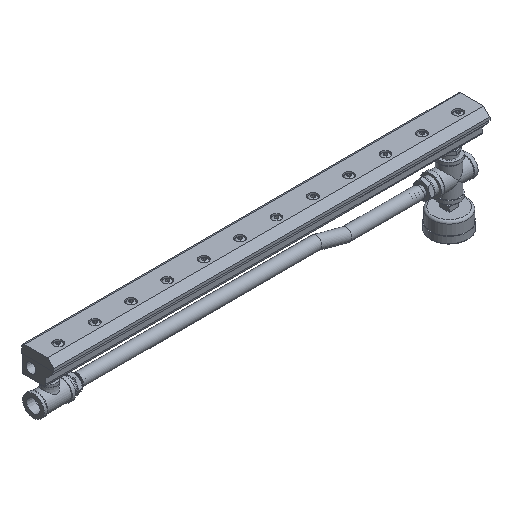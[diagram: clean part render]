
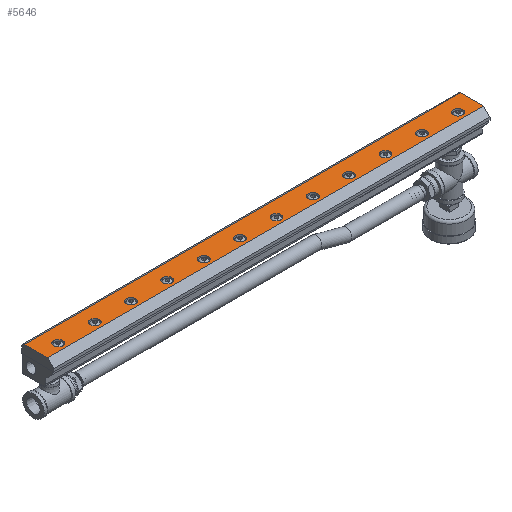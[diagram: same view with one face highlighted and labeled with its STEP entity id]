
A CAD part, isometric view. The second image highlights one B-rep face of the part: STEP entity #5646.
In plain terms, the highlighted planar face has unit normal (0, 0, 1).
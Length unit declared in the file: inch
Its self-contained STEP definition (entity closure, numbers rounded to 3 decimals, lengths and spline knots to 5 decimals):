
#595=FACE_BOUND('',#1829,.T.);
#596=FACE_BOUND('',#1830,.T.);
#597=FACE_BOUND('',#1831,.T.);
#598=FACE_BOUND('',#1832,.T.);
#599=FACE_BOUND('',#1833,.T.);
#600=FACE_BOUND('',#1834,.T.);
#601=FACE_BOUND('',#1835,.T.);
#602=FACE_BOUND('',#1836,.T.);
#603=FACE_BOUND('',#1837,.T.);
#604=FACE_BOUND('',#1838,.T.);
#605=FACE_BOUND('',#1839,.T.);
#606=FACE_BOUND('',#1840,.T.);
#859=CIRCLE('',#6616,0.25);
#863=CIRCLE('',#6623,0.25);
#867=CIRCLE('',#6630,0.25);
#871=CIRCLE('',#6637,0.25);
#875=CIRCLE('',#6644,0.25);
#879=CIRCLE('',#6651,0.25);
#883=CIRCLE('',#6658,0.25);
#887=CIRCLE('',#6665,0.25);
#891=CIRCLE('',#6672,0.25);
#895=CIRCLE('',#6679,0.25);
#899=CIRCLE('',#6686,0.25);
#903=CIRCLE('',#6693,0.25);
#1273=FACE_OUTER_BOUND('',#1828,.T.);
#1828=EDGE_LOOP('',(#4752,#4753,#4754,#4755));
#1829=EDGE_LOOP('',(#4756));
#1830=EDGE_LOOP('',(#4757));
#1831=EDGE_LOOP('',(#4758));
#1832=EDGE_LOOP('',(#4759));
#1833=EDGE_LOOP('',(#4760));
#1834=EDGE_LOOP('',(#4761));
#1835=EDGE_LOOP('',(#4762));
#1836=EDGE_LOOP('',(#4763));
#1837=EDGE_LOOP('',(#4764));
#1838=EDGE_LOOP('',(#4765));
#1839=EDGE_LOOP('',(#4766));
#1840=EDGE_LOOP('',(#4767));
#2338=LINE('',#10192,#2632);
#2342=LINE('',#10201,#2636);
#2349=LINE('',#10216,#2643);
#2350=LINE('',#10219,#2644);
#2632=VECTOR('',#8123,1.27429);
#2636=VECTOR('',#8131,24.);
#2643=VECTOR('',#8146,24.);
#2644=VECTOR('',#8151,1.27429);
#2983=VERTEX_POINT('',#10052);
#2987=VERTEX_POINT('',#10063);
#2991=VERTEX_POINT('',#10074);
#2995=VERTEX_POINT('',#10085);
#2999=VERTEX_POINT('',#10096);
#3003=VERTEX_POINT('',#10107);
#3007=VERTEX_POINT('',#10118);
#3011=VERTEX_POINT('',#10129);
#3015=VERTEX_POINT('',#10140);
#3019=VERTEX_POINT('',#10151);
#3023=VERTEX_POINT('',#10162);
#3027=VERTEX_POINT('',#10173);
#3034=VERTEX_POINT('',#10189);
#3035=VERTEX_POINT('',#10191);
#3038=VERTEX_POINT('',#10199);
#3042=VERTEX_POINT('',#10215);
#3597=EDGE_CURVE('',#2983,#2983,#859,.T.);
#3601=EDGE_CURVE('',#2987,#2987,#863,.T.);
#3605=EDGE_CURVE('',#2991,#2991,#867,.T.);
#3609=EDGE_CURVE('',#2995,#2995,#871,.T.);
#3613=EDGE_CURVE('',#2999,#2999,#875,.T.);
#3617=EDGE_CURVE('',#3003,#3003,#879,.T.);
#3621=EDGE_CURVE('',#3007,#3007,#883,.T.);
#3625=EDGE_CURVE('',#3011,#3011,#887,.T.);
#3629=EDGE_CURVE('',#3015,#3015,#891,.T.);
#3633=EDGE_CURVE('',#3019,#3019,#895,.T.);
#3637=EDGE_CURVE('',#3023,#3023,#899,.T.);
#3641=EDGE_CURVE('',#3027,#3027,#903,.T.);
#3648=EDGE_CURVE('',#3035,#3034,#2338,.T.);
#3653=EDGE_CURVE('',#3038,#3034,#2342,.T.);
#3660=EDGE_CURVE('',#3042,#3035,#2349,.T.);
#3662=EDGE_CURVE('',#3038,#3042,#2350,.T.);
#4752=ORIENTED_EDGE('',*,*,#3653,.F.);
#4753=ORIENTED_EDGE('',*,*,#3662,.T.);
#4754=ORIENTED_EDGE('',*,*,#3660,.T.);
#4755=ORIENTED_EDGE('',*,*,#3648,.T.);
#4756=ORIENTED_EDGE('',*,*,#3597,.T.);
#4757=ORIENTED_EDGE('',*,*,#3601,.T.);
#4758=ORIENTED_EDGE('',*,*,#3605,.T.);
#4759=ORIENTED_EDGE('',*,*,#3609,.T.);
#4760=ORIENTED_EDGE('',*,*,#3613,.T.);
#4761=ORIENTED_EDGE('',*,*,#3617,.T.);
#4762=ORIENTED_EDGE('',*,*,#3621,.T.);
#4763=ORIENTED_EDGE('',*,*,#3625,.T.);
#4764=ORIENTED_EDGE('',*,*,#3629,.T.);
#4765=ORIENTED_EDGE('',*,*,#3633,.T.);
#4766=ORIENTED_EDGE('',*,*,#3637,.T.);
#4767=ORIENTED_EDGE('',*,*,#3641,.T.);
#5329=PLANE('',#6707);
#5646=ADVANCED_FACE('',(#1273,#595,#596,#597,#598,#599,#600,#601,#602,#603,
#604,#605,#606),#5329,.T.);
#6616=AXIS2_PLACEMENT_3D('',#10053,#7952,#7953);
#6623=AXIS2_PLACEMENT_3D('',#10064,#7966,#7967);
#6630=AXIS2_PLACEMENT_3D('',#10075,#7980,#7981);
#6637=AXIS2_PLACEMENT_3D('',#10086,#7994,#7995);
#6644=AXIS2_PLACEMENT_3D('',#10097,#8008,#8009);
#6651=AXIS2_PLACEMENT_3D('',#10108,#8022,#8023);
#6658=AXIS2_PLACEMENT_3D('',#10119,#8036,#8037);
#6665=AXIS2_PLACEMENT_3D('',#10130,#8050,#8051);
#6672=AXIS2_PLACEMENT_3D('',#10141,#8064,#8065);
#6679=AXIS2_PLACEMENT_3D('',#10152,#8078,#8079);
#6686=AXIS2_PLACEMENT_3D('',#10163,#8092,#8093);
#6693=AXIS2_PLACEMENT_3D('',#10174,#8106,#8107);
#6707=AXIS2_PLACEMENT_3D('',#10218,#8149,#8150);
#7952=DIRECTION('center_axis',(0.,0.,-1.));
#7953=DIRECTION('ref_axis',(0.,1.,0.));
#7966=DIRECTION('center_axis',(0.,0.,-1.));
#7967=DIRECTION('ref_axis',(0.,1.,0.));
#7980=DIRECTION('center_axis',(0.,0.,-1.));
#7981=DIRECTION('ref_axis',(0.,1.,0.));
#7994=DIRECTION('center_axis',(0.,0.,-1.));
#7995=DIRECTION('ref_axis',(0.,1.,0.));
#8008=DIRECTION('center_axis',(0.,0.,-1.));
#8009=DIRECTION('ref_axis',(0.,1.,0.));
#8022=DIRECTION('center_axis',(0.,0.,-1.));
#8023=DIRECTION('ref_axis',(0.,1.,0.));
#8036=DIRECTION('center_axis',(0.,0.,-1.));
#8037=DIRECTION('ref_axis',(0.,1.,0.));
#8050=DIRECTION('center_axis',(0.,0.,-1.));
#8051=DIRECTION('ref_axis',(0.,1.,0.));
#8064=DIRECTION('center_axis',(0.,0.,-1.));
#8065=DIRECTION('ref_axis',(0.,1.,0.));
#8078=DIRECTION('center_axis',(0.,0.,-1.));
#8079=DIRECTION('ref_axis',(0.,1.,0.));
#8092=DIRECTION('center_axis',(0.,0.,-1.));
#8093=DIRECTION('ref_axis',(0.,1.,0.));
#8106=DIRECTION('center_axis',(0.,0.,-1.));
#8107=DIRECTION('ref_axis',(0.,1.,0.));
#8123=DIRECTION('',(0.,-1.,0.));
#8131=DIRECTION('',(-1.,0.,0.));
#8146=DIRECTION('',(-1.,0.,0.));
#8149=DIRECTION('center_axis',(0.,0.,1.));
#8150=DIRECTION('ref_axis',(1.,0.,0.));
#8151=DIRECTION('',(0.,1.,0.));
#10052=CARTESIAN_POINT('',(-23.15499,18.17167,-0.156));
#10053=CARTESIAN_POINT('Origin',(-23.15499,17.92167,-0.156));
#10063=CARTESIAN_POINT('',(-25.15499,18.17167,-0.156));
#10064=CARTESIAN_POINT('Origin',(-25.15499,17.92167,-0.156));
#10074=CARTESIAN_POINT('',(-29.15499,18.17167,-0.156));
#10075=CARTESIAN_POINT('Origin',(-29.15499,17.92167,-0.156));
#10085=CARTESIAN_POINT('',(-33.15499,18.17167,-0.156));
#10086=CARTESIAN_POINT('Origin',(-33.15499,17.92167,-0.156));
#10096=CARTESIAN_POINT('',(-37.15499,18.17167,-0.156));
#10097=CARTESIAN_POINT('Origin',(-37.15499,17.92167,-0.156));
#10107=CARTESIAN_POINT('',(-41.15499,18.17167,-0.156));
#10108=CARTESIAN_POINT('Origin',(-41.15499,17.92167,-0.156));
#10118=CARTESIAN_POINT('',(-39.15499,18.17167,-0.156));
#10119=CARTESIAN_POINT('Origin',(-39.15499,17.92167,-0.156));
#10129=CARTESIAN_POINT('',(-35.15499,18.17167,-0.156));
#10130=CARTESIAN_POINT('Origin',(-35.15499,17.92167,-0.156));
#10140=CARTESIAN_POINT('',(-31.15499,18.17167,-0.156));
#10141=CARTESIAN_POINT('Origin',(-31.15499,17.92167,-0.156));
#10151=CARTESIAN_POINT('',(-27.15499,18.17167,-0.156));
#10152=CARTESIAN_POINT('Origin',(-27.15499,17.92167,-0.156));
#10162=CARTESIAN_POINT('',(-19.15499,18.17167,-0.156));
#10163=CARTESIAN_POINT('Origin',(-19.15499,17.92167,-0.156));
#10173=CARTESIAN_POINT('',(-21.15499,18.17167,-0.156));
#10174=CARTESIAN_POINT('Origin',(-21.15499,17.92167,-0.156));
#10189=CARTESIAN_POINT('',(-42.15499,17.52238,-0.156));
#10191=CARTESIAN_POINT('',(-42.15499,18.79667,-0.156));
#10192=CARTESIAN_POINT('',(-42.15499,18.79667,-0.156));
#10199=CARTESIAN_POINT('',(-18.15499,17.52238,-0.156));
#10201=CARTESIAN_POINT('',(-18.15499,17.52238,-0.156));
#10215=CARTESIAN_POINT('',(-18.15499,18.79667,-0.156));
#10216=CARTESIAN_POINT('',(-18.15499,18.79667,-0.156));
#10218=CARTESIAN_POINT('Origin',(-18.15499,18.79667,-0.156));
#10219=CARTESIAN_POINT('',(-18.15499,17.52238,-0.156));
